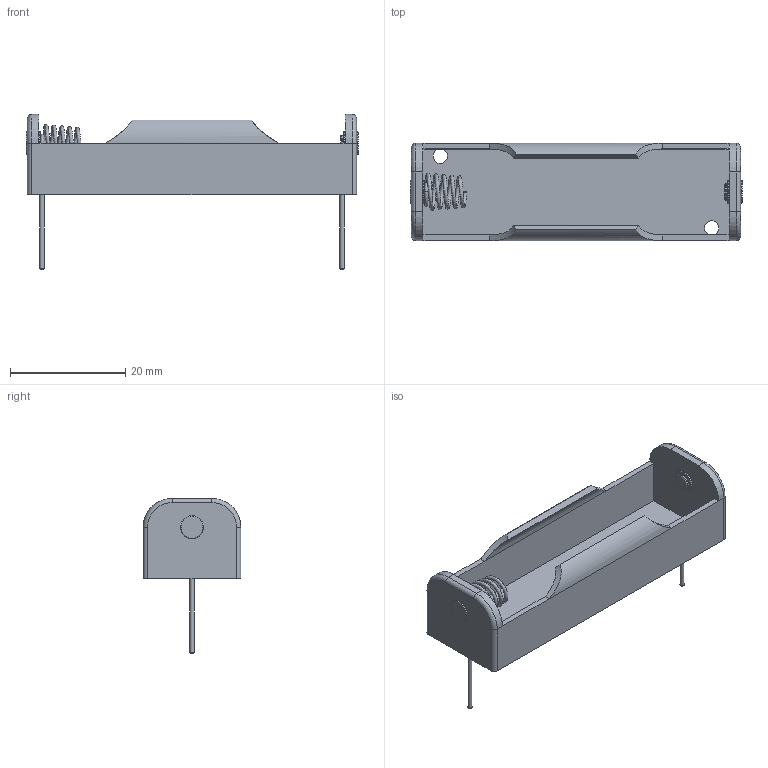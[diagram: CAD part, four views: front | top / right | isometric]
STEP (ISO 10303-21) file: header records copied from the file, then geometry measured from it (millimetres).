
FILE_DESCRIPTION(/* description */ (''),/* implementation_level */ '2;1');
FILE_NAME(/* name */ 'Battery Holder.step',/* time_stamp */ '2019-06-02T23:20:41+02:00',/* author */ (''),/* organization */ (''),/* preprocessor_version */ 'ST-DEVELOPER v18',/* originating_system */ 'Autodesk Translation Framework v8.2.0.1029',/* authorisation */ '');
FILE_SCHEMA (('AUTOMOTIVE_DESIGN { 1 0 10303 214 3 1 1 }'));
Length unit declared in the file: millimetre
Products named in the file (1): Battery Holder
Bounding box: 57.5 x 16.9 x 26.9 mm (x, y, z)
Volume: 2872.1 mm3; surface area: 5389.1 mm2
Topology: 6 solids, 6 shells, 75 faces, 162 edges, 98 vertices
Faces by surface type: plane 29, cylinder 21, bspline 13, torus 10, cone 2
Full cylindrical faces by diameter (mm): 0.8 x2, 2.5 x2, 2.8 x1, 4 x4
Entity records: 3295 total; most frequent: CARTESIAN_POINT 1587, DIRECTION 357, ORIENTED_EDGE 332, EDGE_CURVE 166, AXIS2_PLACEMENT_3D 143, VERTEX_POINT 102, EDGE_LOOP 82, CIRCLE 80
